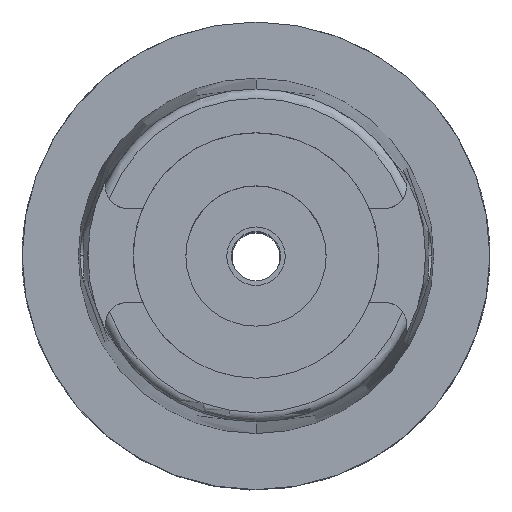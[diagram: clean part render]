
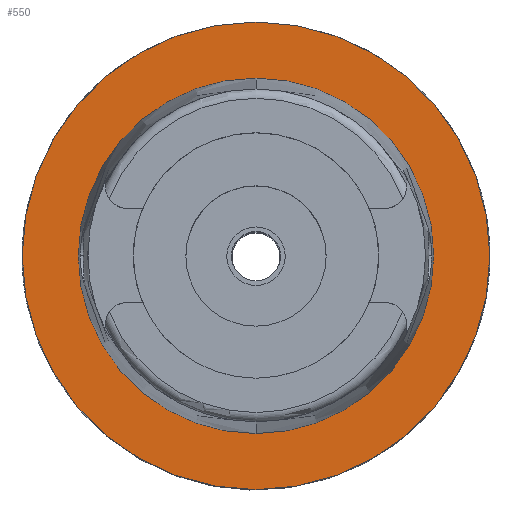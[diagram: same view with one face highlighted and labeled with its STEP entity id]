
A CAD part, top view. The second image highlights one B-rep face of the part: STEP entity #550.
In plain terms, the highlighted planar face has unit normal (0, 0, 1).
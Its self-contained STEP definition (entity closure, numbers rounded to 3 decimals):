
#6 = DIRECTION ( 'NONE',  ( 0., 0., -1. ) ) ;
#56 = DIRECTION ( 'NONE',  ( 0., 0., -1. ) ) ;
#152 = EDGE_CURVE ( 'NONE', #2848, #3853, #3021, .T. ) ;
#316 = AXIS2_PLACEMENT_3D ( 'NONE', #4423, #4827, #4801 ) ;
#491 = CIRCLE ( 'NONE', #1189, 15.2 ) ;
#550 = ADVANCED_FACE ( 'NONE', ( #5089, #4283 ), #4711, .F. ) ;
#576 = DIRECTION ( 'NONE',  ( 0., 0., 1. ) ) ;
#860 = CARTESIAN_POINT ( 'NONE',  ( 0., 0., 0. ) ) ;
#1061 = AXIS2_PLACEMENT_3D ( 'NONE', #1853, #576, #2172 ) ;
#1111 = CARTESIAN_POINT ( 'NONE',  ( 0., 0., 0. ) ) ;
#1188 = DIRECTION ( 'NONE',  ( 0., 0., 1. ) ) ;
#1189 = AXIS2_PLACEMENT_3D ( 'NONE', #860, #1188, #2847 ) ;
#1240 = EDGE_CURVE ( 'NONE', #2481, #3663, #491, .T. ) ;
#1514 = EDGE_LOOP ( 'NONE', ( #3308, #5037 ) ) ;
#1645 = CIRCLE ( 'NONE', #1061, 15.2 ) ;
#1710 = AXIS2_PLACEMENT_3D ( 'NONE', #1111, #6, #4045 ) ;
#1718 = DIRECTION ( 'NONE',  ( 0., -1., 0. ) ) ;
#1750 = CARTESIAN_POINT ( 'NONE',  ( 0., 15.2, 0. ) ) ;
#1853 = CARTESIAN_POINT ( 'NONE',  ( 0., 0., 0. ) ) ;
#2096 = CARTESIAN_POINT ( 'NONE',  ( 0., -15.2, 0. ) ) ;
#2129 = CARTESIAN_POINT ( 'NONE',  ( 0., 0., 0. ) ) ;
#2172 = DIRECTION ( 'NONE',  ( 0., -1., 0. ) ) ;
#2334 = EDGE_CURVE ( 'NONE', #3853, #2848, #5034, .T. ) ;
#2469 = AXIS2_PLACEMENT_3D ( 'NONE', #2129, #56, #1718 ) ;
#2481 = VERTEX_POINT ( 'NONE', #1750 ) ;
#2847 = DIRECTION ( 'NONE',  ( 0., 1., 0. ) ) ;
#2848 = VERTEX_POINT ( 'NONE', #3703 ) ;
#3008 = ORIENTED_EDGE ( 'NONE', *, *, #4756, .F. ) ;
#3021 = CIRCLE ( 'NONE', #316, 20. ) ;
#3123 = ORIENTED_EDGE ( 'NONE', *, *, #1240, .F. ) ;
#3308 = ORIENTED_EDGE ( 'NONE', *, *, #2334, .F. ) ;
#3631 = EDGE_LOOP ( 'NONE', ( #3123, #3008 ) ) ;
#3663 = VERTEX_POINT ( 'NONE', #2096 ) ;
#3703 = CARTESIAN_POINT ( 'NONE',  ( 0., -20., 0. ) ) ;
#3853 = VERTEX_POINT ( 'NONE', #5266 ) ;
#4045 = DIRECTION ( 'NONE',  ( 0., 1., 0. ) ) ;
#4283 = FACE_BOUND ( 'NONE', #3631, .T. ) ;
#4423 = CARTESIAN_POINT ( 'NONE',  ( 0., 0., 0. ) ) ;
#4711 = PLANE ( 'NONE',  #2469 ) ;
#4756 = EDGE_CURVE ( 'NONE', #3663, #2481, #1645, .T. ) ;
#4801 = DIRECTION ( 'NONE',  ( 0., -1., 0. ) ) ;
#4827 = DIRECTION ( 'NONE',  ( 0., 0., -1. ) ) ;
#5034 = CIRCLE ( 'NONE', #1710, 20. ) ;
#5037 = ORIENTED_EDGE ( 'NONE', *, *, #152, .F. ) ;
#5089 = FACE_OUTER_BOUND ( 'NONE', #1514, .T. ) ;
#5266 = CARTESIAN_POINT ( 'NONE',  ( 0., 20., 0. ) ) ;
